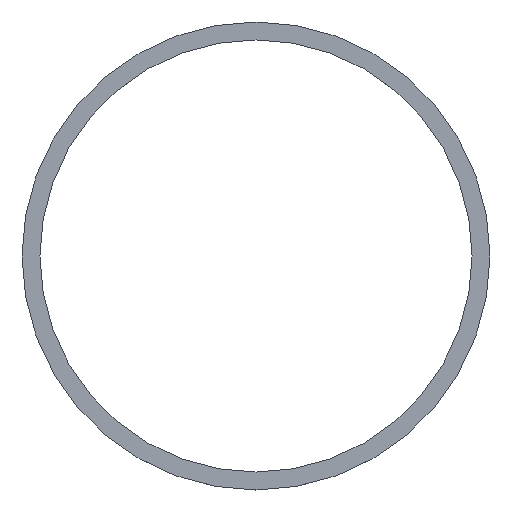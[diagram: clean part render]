
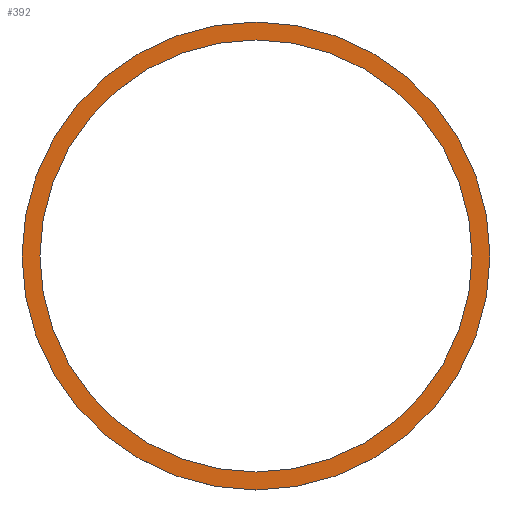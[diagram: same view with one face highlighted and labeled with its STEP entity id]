
A CAD part, top view. The second image highlights one B-rep face of the part: STEP entity #392.
In plain terms, the highlighted planar face has unit normal (0, 0, 1).
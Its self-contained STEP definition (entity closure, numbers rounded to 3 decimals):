
#212=CARTESIAN_POINT('',(0.,0.,0.));
#213=DIRECTION('',(0.,0.,1.));
#214=DIRECTION('',(-1.,0.,0.));
#215=AXIS2_PLACEMENT_3D('',#212,#213,#214);
#221=CARTESIAN_POINT('',(0.,0.,0.));
#222=DIRECTION('',(0.,0.,-1.));
#223=DIRECTION('',(-1.,0.,0.));
#224=AXIS2_PLACEMENT_3D('',#221,#222,#223);
#229=CARTESIAN_POINT('',(0.,0.,0.));
#230=DIRECTION('',(0.,0.,-1.));
#231=DIRECTION('',(-1.,0.,0.));
#232=AXIS2_PLACEMENT_3D('',#229,#230,#231);
#251=CARTESIAN_POINT('',(0.,0.,0.));
#252=DIRECTION('',(0.,0.,1.));
#253=DIRECTION('',(-1.,0.,0.));
#254=AXIS2_PLACEMENT_3D('',#251,#252,#253);
#351=CARTESIAN_POINT('',(-94.,0.,0.));
#353=VERTEX_POINT('',#351);
#356=CARTESIAN_POINT('',(-101.8,0.,0.));
#358=VERTEX_POINT('',#356);
#359=CARTESIAN_POINT('',(94.,0.,0.));
#361=VERTEX_POINT('',#359);
#364=CARTESIAN_POINT('',(101.8,0.,0.));
#366=VERTEX_POINT('',#364);
#375=CARTESIAN_POINT('',(0.,0.,0.));
#376=DIRECTION('',(0.,0.,-1.));
#377=DIRECTION('',(1.,0.,0.));
#378=AXIS2_PLACEMENT_3D('',#375,#376,#377);
#379=PLANE('',#378);
#381=ORIENTED_EDGE('',*,*,#380,.F.);
#383=ORIENTED_EDGE('',*,*,#382,.T.);
#384=EDGE_LOOP('',(#381,#383));
#385=FACE_OUTER_BOUND('',#384,.F.);
#387=ORIENTED_EDGE('',*,*,#386,.F.);
#389=ORIENTED_EDGE('',*,*,#388,.T.);
#390=EDGE_LOOP('',(#387,#389));
#391=FACE_BOUND('',#390,.F.);
#216=CIRCLE('',#215,101.8);
#225=CIRCLE('',#224,101.8);
#233=CIRCLE('',#232,94.);
#255=CIRCLE('',#254,94.);
#380=EDGE_CURVE('',#358,#366,#216,.T.);
#382=EDGE_CURVE('',#358,#366,#225,.T.);
#386=EDGE_CURVE('',#353,#361,#233,.T.);
#388=EDGE_CURVE('',#353,#361,#255,.T.);
#392=ADVANCED_FACE('',(#385,#391),#379,.F.);
